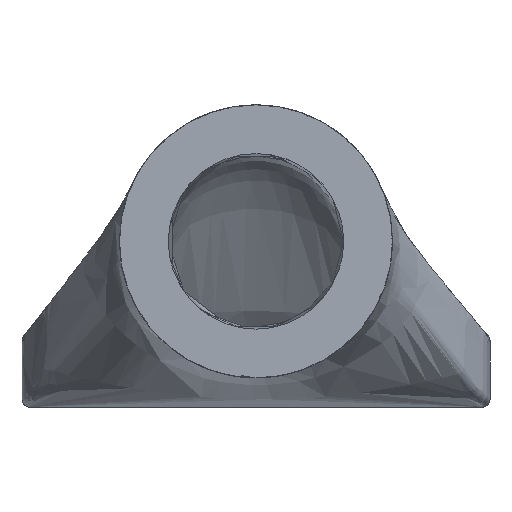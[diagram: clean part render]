
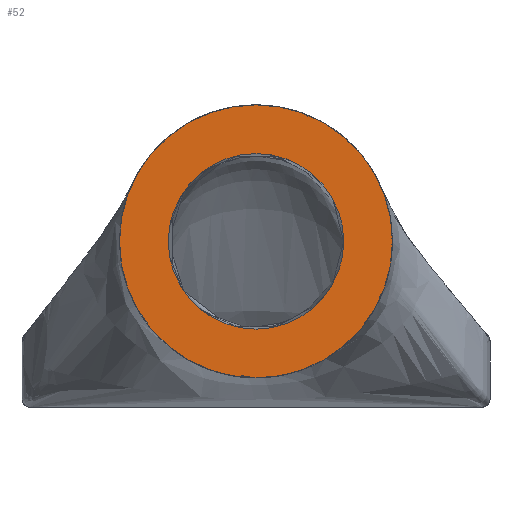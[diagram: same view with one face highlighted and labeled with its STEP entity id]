
A CAD part, front view. The second image highlights one B-rep face of the part: STEP entity #52.
In plain terms, the highlighted planar face has unit normal (0, -1, 0).
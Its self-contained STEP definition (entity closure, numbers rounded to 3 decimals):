
#52 = ADVANCED_FACE( '', ( #108, #109 ), #110, .F. );
#108 = FACE_BOUND( '', #792, .T. );
#109 = FACE_OUTER_BOUND( '', #793, .T. );
#110 = PLANE( '', #794 );
#792 = EDGE_LOOP( '', ( #1525 ) );
#793 = EDGE_LOOP( '', ( #1526 ) );
#794 = AXIS2_PLACEMENT_3D( '', #1527, #1528, #1529 );
#1525 = ORIENTED_EDGE( '', *, *, #1644, .T. );
#1526 = ORIENTED_EDGE( '', *, *, #1645, .F. );
#1527 = CARTESIAN_POINT( '', ( 0., 0., 0. ) );
#1528 = DIRECTION( '', ( 0., 1., 0. ) );
#1529 = DIRECTION( '', ( 0., 0., 1. ) );
#1644 = EDGE_CURVE( '', #1737, #1737, #1738, .T. );
#1645 = EDGE_CURVE( '', #1739, #1739, #1740, .T. );
#1737 = VERTEX_POINT( '', #2017 );
#1738 = CIRCLE( '', #2018, 2.25 );
#1739 = VERTEX_POINT( '', #2019 );
#1740 = CIRCLE( '', #2020, 3.5 );
#2017 = CARTESIAN_POINT( '', ( 2.25, 0., 0. ) );
#2018 = AXIS2_PLACEMENT_3D( '', #2294, #2295, #2296 );
#2019 = CARTESIAN_POINT( '', ( 3.5, 0., 0. ) );
#2020 = AXIS2_PLACEMENT_3D( '', #2297, #2298, #2299 );
#2294 = CARTESIAN_POINT( '', ( 0., 0., 0. ) );
#2295 = DIRECTION( '', ( 0., 1., 0. ) );
#2296 = DIRECTION( '', ( 1., 0., 0. ) );
#2297 = CARTESIAN_POINT( '', ( 0., 0., 0. ) );
#2298 = DIRECTION( '', ( 0., 1., 0. ) );
#2299 = DIRECTION( '', ( 1., 0., 0. ) );
